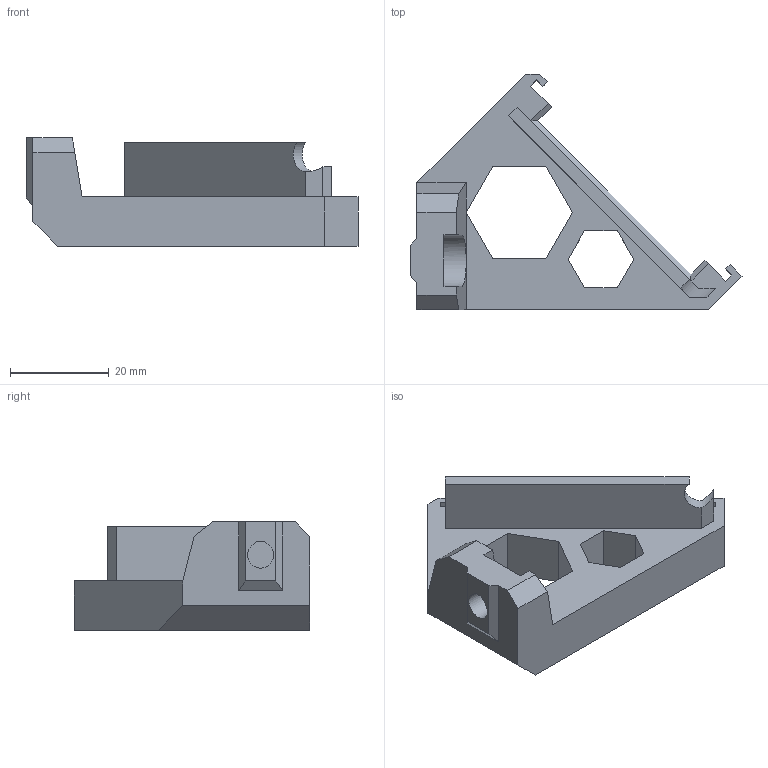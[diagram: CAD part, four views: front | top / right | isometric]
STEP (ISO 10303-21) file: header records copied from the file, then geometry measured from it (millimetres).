
FILE_DESCRIPTION(/* description */ (''),/* implementation_level */ '2;1');
FILE_NAME(/* name */ 'lcd_support_a.step',/* time_stamp */ '2017-11-12T17:24:31+01:00',/* author */ (''),/* organization */ (''),/* preprocessor_version */ 'ST-DEVELOPER v16.13',/* originating_system */ 'Autodesk Translation Framework v6.5.0.72',/* authorisation */ '');
FILE_SCHEMA (('AUTOMOTIVE_DESIGN { 1 0 10303 214 3 1 1 }'));
Length unit declared in the file: millimetre
Products named in the file (1): lcd_support_a
Bounding box: 67.4 x 47.88 x 22 mm (x, y, z)
Volume: 15216.4 mm3; surface area: 8264.4 mm2
Topology: 1 solids, 3 shells, 78 faces, 209 edges, 136 vertices
Faces by surface type: plane 72, cylinder 6
Full cylindrical faces by diameter (mm): 10.3 x1
Entity records: 2440 total; most frequent: CARTESIAN_POINT 424, ORIENTED_EDGE 418, DIRECTION 382, EDGE_CURVE 209, LINE 194, VECTOR 194, VERTEX_POINT 136, AXIS2_PLACEMENT_3D 94
